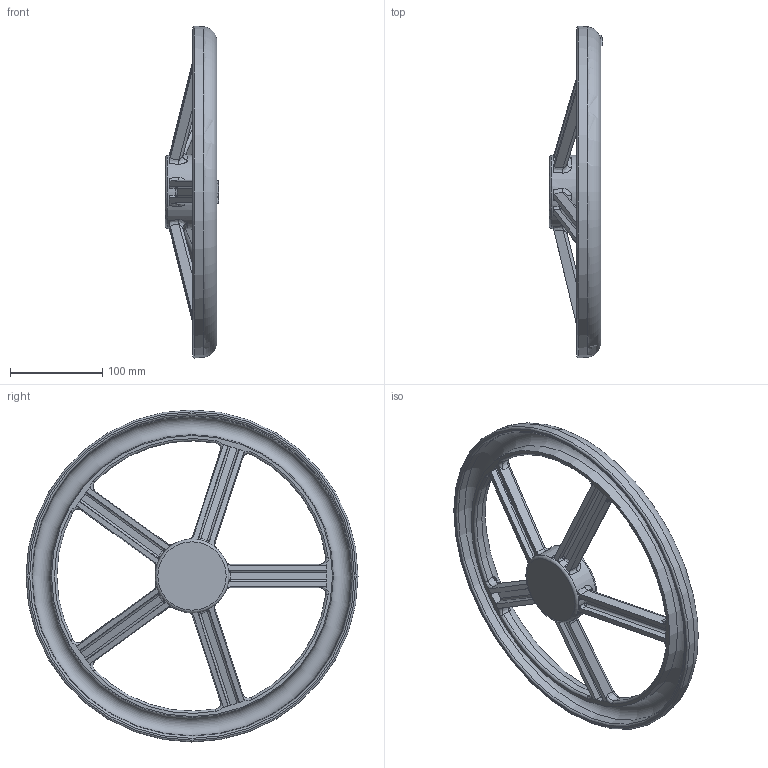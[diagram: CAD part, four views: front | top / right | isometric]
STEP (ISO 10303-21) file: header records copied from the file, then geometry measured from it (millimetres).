
FILE_DESCRIPTION (( 'STEP AP203' ), '1' );
FILE_NAME ('O_08_A_DN200-200_AA0_step.step', '2016-09-08T10:54:03', ( 'Windows User' ), ( 'AVK' ), 'SwSTEP 2.0', 'SolidWorks 2012', '' );
FILE_SCHEMA (( 'CONFIG_CONTROL_DESIGN' ));
Length unit declared in the file: millimetre
Products named in the file (1): O_08_A_DN200-200_AA0_step
Bounding box: 58 x 359.62 x 359.62 mm (x, y, z)
Volume: 663311.7 mm3; surface area: 197891.8 mm2
Topology: 1 solids, 1 shells, 277 faces, 692 edges, 409 vertices
Faces by surface type: bspline 117, plane 93, cylinder 23, cone 19, torus 15, sphere 10
Full cylindrical faces by diameter (mm): 16 x1, 20 x1, 80 x1
Entity records: 13042 total; most frequent: CARTESIAN_POINT 7694, ORIENTED_EDGE 1326, DIRECTION 781, EDGE_CURVE 663, VERTEX_POINT 403, AXIS2_PLACEMENT_3D 318, EDGE_LOOP 302, B_SPLINE_CURVE_WITH_KNOTS 286
